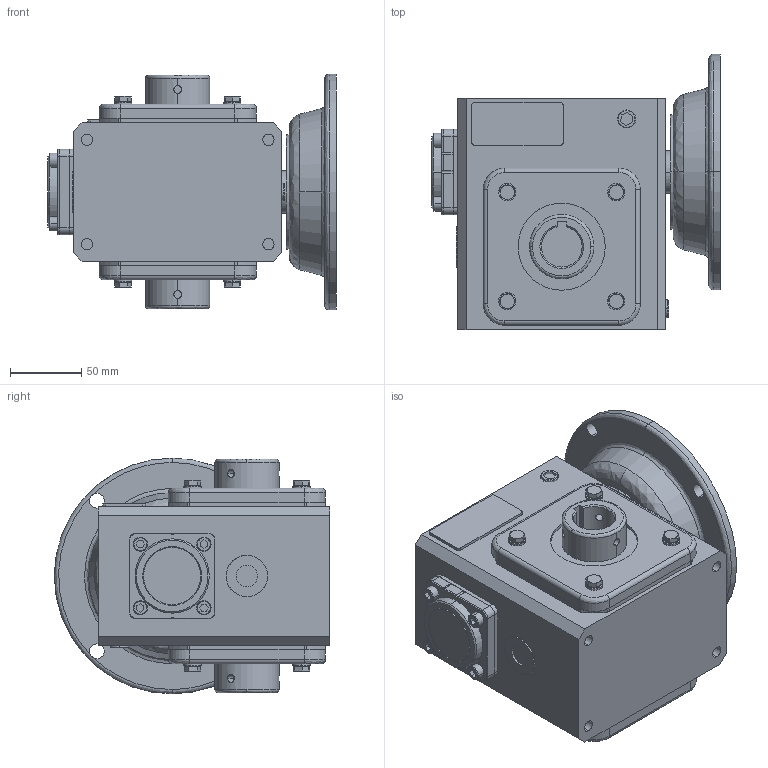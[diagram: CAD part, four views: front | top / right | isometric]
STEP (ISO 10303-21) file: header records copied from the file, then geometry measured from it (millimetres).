
FILE_DESCRIPTION (( 'STEP AP203' ), '1' );
FILE_NAME ('WG-206-010-H.step', '2016-01-28T21:54:20', ( '' ), ( '' ), 'SwSTEP 2.0', 'SolidWorks 2015', '' );
FILE_SCHEMA (( 'CONFIG_CONTROL_DESIGN' ));
Length unit declared in the file: inch
Products named in the file (1): WG-206-010-H
Bounding box: 202 x 192.81 x 165 mm (x, y, z)
Volume: 2802506 mm3; surface area: 298765.7 mm2
Topology: 45 solids, 45 shells, 628 faces, 1418 edges, 908 vertices
Faces by surface type: plane 304, cylinder 198, cone 99, bspline 27
Entity records: 19574 total; most frequent: CARTESIAN_POINT 5466, DIRECTION 2941, ORIENTED_EDGE 2836, EDGE_CURVE 1418, AXIS2_PLACEMENT_3D 1105, VERTEX_POINT 908, LINE 731, VECTOR 731
